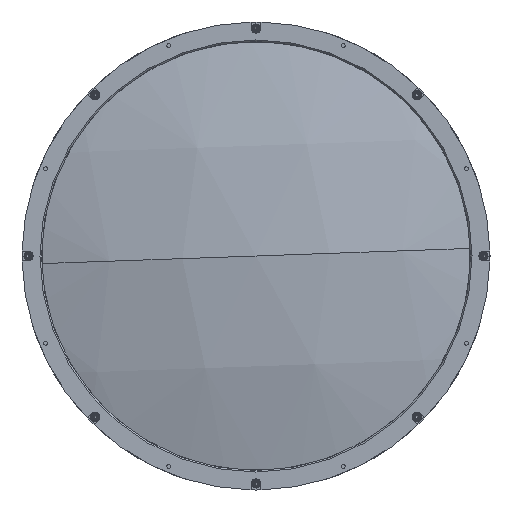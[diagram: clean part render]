
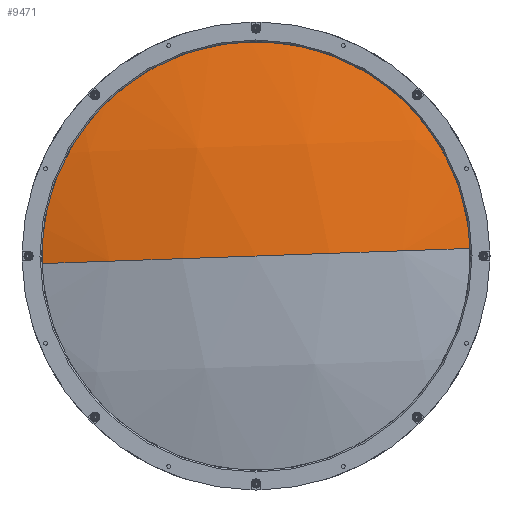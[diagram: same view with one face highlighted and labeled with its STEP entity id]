
A CAD part, left-side view. The second image highlights one B-rep face of the part: STEP entity #9471.
In plain terms, the highlighted spherical face has radius 510.4 mm.
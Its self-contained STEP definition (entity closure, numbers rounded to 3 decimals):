
#120 = CARTESIAN_POINT ( 'NONE',  ( 16.583, 139.912, -4.961 ) ) ;
#614 = CARTESIAN_POINT ( 'NONE',  ( 507.407, 0., 0. ) ) ;
#2028 = DIRECTION ( 'NONE',  ( 0., 0.999, -0.035 ) ) ;
#2370 = DIRECTION ( 'NONE',  ( -1., 0., 0. ) ) ;
#2388 = SPHERICAL_SURFACE ( 'NONE', #16788, 510.4 ) ;
#5135 = CARTESIAN_POINT ( 'NONE',  ( 507.407, 0., 0. ) ) ;
#5436 = CARTESIAN_POINT ( 'NONE',  ( 16.583, -139.912, 4.961 ) ) ;
#6226 = CIRCLE ( 'NONE', #6265, 510.4 ) ;
#6265 = AXIS2_PLACEMENT_3D ( 'NONE', #614, #10628, #2028 ) ;
#6551 = DIRECTION ( 'NONE',  ( 0., -0.999, 0.035 ) ) ;
#6902 = VERTEX_POINT ( 'NONE', #5436 ) ;
#7097 = DIRECTION ( 'NONE',  ( 0., 0.035, 0.999 ) ) ;
#7478 = VERTEX_POINT ( 'NONE', #120 ) ;
#8135 = VERTEX_POINT ( 'NONE', #10513 ) ;
#8467 = ORIENTED_EDGE ( 'NONE', *, *, #8764, .T. ) ;
#8764 = EDGE_CURVE ( 'NONE', #6902, #7478, #13416, .T. ) ;
#9177 = EDGE_LOOP ( 'NONE', ( #8467, #9632, #17591 ) ) ;
#9471 = ADVANCED_FACE ( 'NONE', ( #17178 ), #2388, .T. ) ;
#9632 = ORIENTED_EDGE ( 'NONE', *, *, #10797, .T. ) ;
#10513 = CARTESIAN_POINT ( 'NONE',  ( -2.993, 0., 0. ) ) ;
#10628 = DIRECTION ( 'NONE',  ( 0., -0.035, -0.999 ) ) ;
#10651 = AXIS2_PLACEMENT_3D ( 'NONE', #10970, #2370, #12393 ) ;
#10797 = EDGE_CURVE ( 'NONE', #7478, #8135, #18039, .T. ) ;
#10970 = CARTESIAN_POINT ( 'NONE',  ( 16.583, 0., 0. ) ) ;
#12238 = EDGE_CURVE ( 'NONE', #6902, #8135, #6226, .T. ) ;
#12314 = CARTESIAN_POINT ( 'NONE',  ( 507.407, 0., 0. ) ) ;
#12393 = DIRECTION ( 'NONE',  ( 0., 0.035, 0.999 ) ) ;
#13416 = CIRCLE ( 'NONE', #10651, 140. ) ;
#14421 = AXIS2_PLACEMENT_3D ( 'NONE', #5135, #15144, #6551 ) ;
#15144 = DIRECTION ( 'NONE',  ( 0., 0.035, 0.999 ) ) ;
#16788 = AXIS2_PLACEMENT_3D ( 'NONE', #12314, #7097, #17104 ) ;
#17104 = DIRECTION ( 'NONE',  ( 0., -0.999, 0.035 ) ) ;
#17178 = FACE_OUTER_BOUND ( 'NONE', #9177, .T. ) ;
#17591 = ORIENTED_EDGE ( 'NONE', *, *, #12238, .F. ) ;
#18039 = CIRCLE ( 'NONE', #14421, 510.4 ) ;
